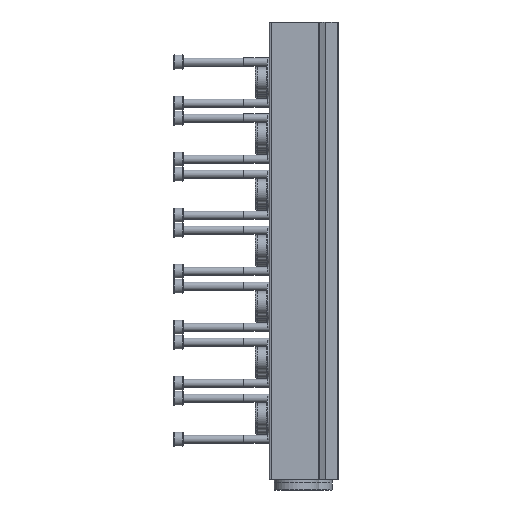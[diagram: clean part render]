
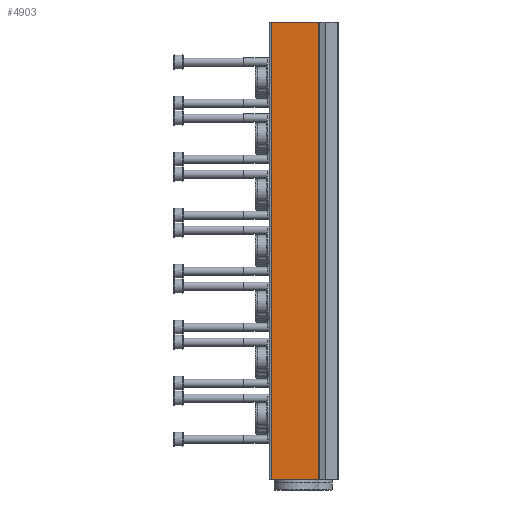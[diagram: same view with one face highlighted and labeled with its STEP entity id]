
A CAD part, left-side view. The second image highlights one B-rep face of the part: STEP entity #4903.
In plain terms, the highlighted planar face has unit normal (-1, 0, 0).
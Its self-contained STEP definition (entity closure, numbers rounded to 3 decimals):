
#216=PLANE('',#5286);
#729=ORIENTED_EDGE('',*,*,#1995,.F.);
#730=ORIENTED_EDGE('',*,*,#1994,.F.);
#731=ORIENTED_EDGE('',*,*,#1996,.T.);
#732=ORIENTED_EDGE('',*,*,#1997,.T.);
#1994=EDGE_CURVE('',#2627,#2625,#3090,.T.);
#1995=EDGE_CURVE('',#2625,#2628,#3091,.T.);
#1996=EDGE_CURVE('',#2627,#2629,#3092,.T.);
#1997=EDGE_CURVE('',#2629,#2628,#3093,.T.);
#2625=VERTEX_POINT('',#7994);
#2627=VERTEX_POINT('',#7998);
#2628=VERTEX_POINT('',#8002);
#2629=VERTEX_POINT('',#8004);
#3090=LINE('',#7999,#3388);
#3091=LINE('',#8001,#3389);
#3092=LINE('',#8003,#3390);
#3093=LINE('',#8005,#3391);
#3388=VECTOR('',#5966,1000.);
#3389=VECTOR('',#5969,1000.);
#3390=VECTOR('',#5970,1000.);
#3391=VECTOR('',#5971,1000.);
#3699=EDGE_LOOP('',(#729,#730,#731,#732));
#4246=FACE_BOUND('',#3699,.T.);
#4903=ADVANCED_FACE('',(#4246),#216,.T.);
#5286=AXIS2_PLACEMENT_3D('',#8000,#5967,#5968);
#5966=DIRECTION('',(0.,0.,1.));
#5967=DIRECTION('',(-1.,0.,0.));
#5968=DIRECTION('',(0.,0.,1.));
#5969=DIRECTION('',(0.,-1.,0.));
#5970=DIRECTION('',(0.,-1.,0.));
#5971=DIRECTION('',(0.,0.,1.));
#7994=CARTESIAN_POINT('',(-40.25,33.,0.));
#7998=CARTESIAN_POINT('',(-40.25,33.,-224.5));
#7999=CARTESIAN_POINT('',(-40.25,33.,-224.5));
#8000=CARTESIAN_POINT('',(-40.25,33.,-224.5));
#8001=CARTESIAN_POINT('',(-40.25,33.,0.));
#8002=CARTESIAN_POINT('',(-40.25,9.853,0.));
#8003=CARTESIAN_POINT('',(-40.25,33.,-224.5));
#8004=CARTESIAN_POINT('',(-40.25,9.853,-224.5));
#8005=CARTESIAN_POINT('',(-40.25,9.853,-224.5));
